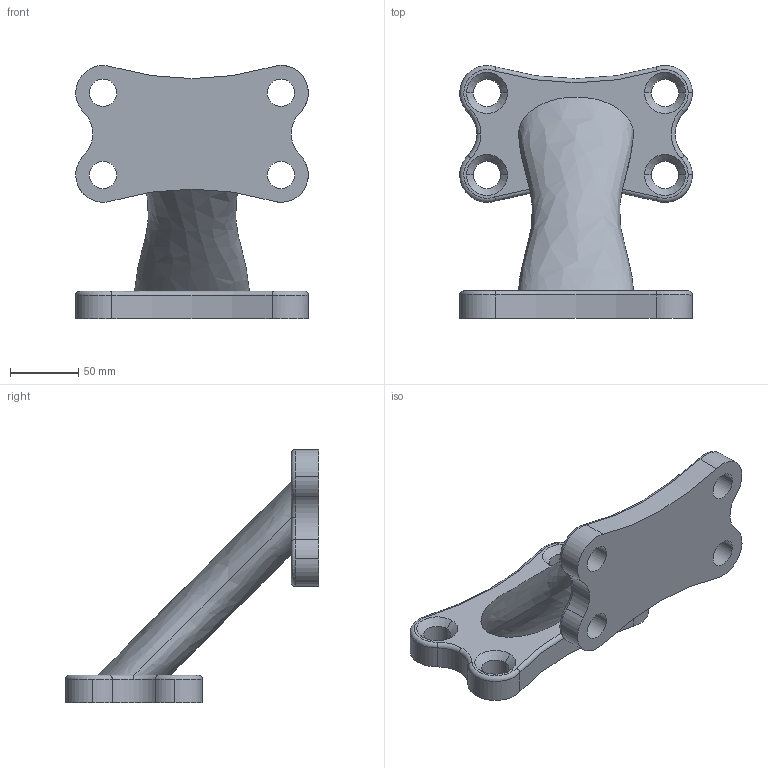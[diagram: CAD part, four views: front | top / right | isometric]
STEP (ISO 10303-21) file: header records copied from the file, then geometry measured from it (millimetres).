
FILE_DESCRIPTION (( 'STEP AP214' ), '1' );
FILE_NAME ('sprosse-ausformung.STEP', '2012-08-07T21:48:14', ( '' ), ( '' ), 'SwSTEP 2.0', 'SolidWorks 2012', '' );
FILE_SCHEMA (( 'AUTOMOTIVE_DESIGN' ));
Length unit declared in the file: millimetre
Products named in the file (1): sprosse-ausformung
Bounding box: 170 x 185 x 185 mm (x, y, z)
Volume: 868874.8 mm3; surface area: 102705 mm2
Topology: 1 solids, 1 shells, 82 faces, 202 edges, 124 vertices
Faces by surface type: cylinder 38, torus 22, cone 16, plane 4, bspline 2
Entity records: 3526 total; most frequent: CARTESIAN_POINT 1439, DIRECTION 484, ORIENTED_EDGE 404, AXIS2_PLACEMENT_3D 215, EDGE_CURVE 202, CIRCLE 134, VERTEX_POINT 124, EDGE_LOOP 100
